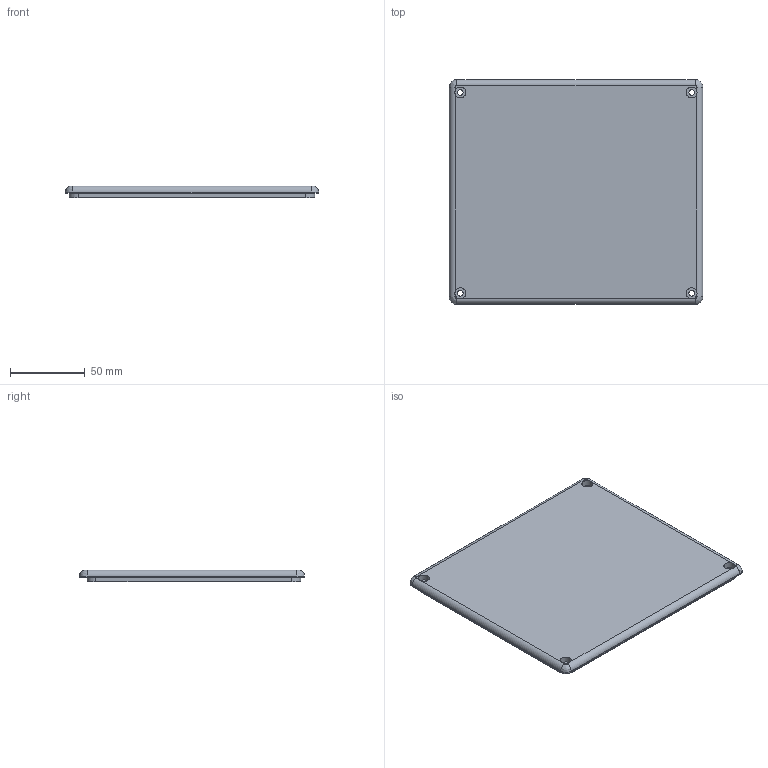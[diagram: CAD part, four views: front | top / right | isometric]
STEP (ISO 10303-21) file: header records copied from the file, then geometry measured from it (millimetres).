
FILE_DESCRIPTION(/* description */ (''),/* implementation_level */ '2;1');
FILE_NAME(/* name */ 'amp-box-lid.step',/* time_stamp */ '2022-09-08T16:02:34-07:00',/* author */ (''),/* organization */ (''),/* preprocessor_version */ 'ST-DEVELOPER v19',/* originating_system */ 'Autodesk Translation Framework v11.7.0.108',/* authorisation */ '');
FILE_SCHEMA (('AUTOMOTIVE_DESIGN { 1 0 10303 214 3 1 1 }'));
Length unit declared in the file: millimetre
Products named in the file (2): amp-box; lid
Assembly tree (1 placements, depth 2):
  amp-box
    lid
Bounding box: 169 x 150 x 8 mm (x, y, z)
Volume: 193199.3 mm3; surface area: 55008.7 mm2
Topology: 1 solids, 1 shells, 50 faces, 136 edges, 88 vertices
Faces by surface type: plane 26, cylinder 20, bspline 4
Full cylindrical faces by diameter (mm): 3.7 x4, 7.3 x4
Entity records: 1682 total; most frequent: CARTESIAN_POINT 345, DIRECTION 278, ORIENTED_EDGE 272, EDGE_CURVE 136, AXIS2_PLACEMENT_3D 101, VERTEX_POINT 88, LINE 76, VECTOR 76
